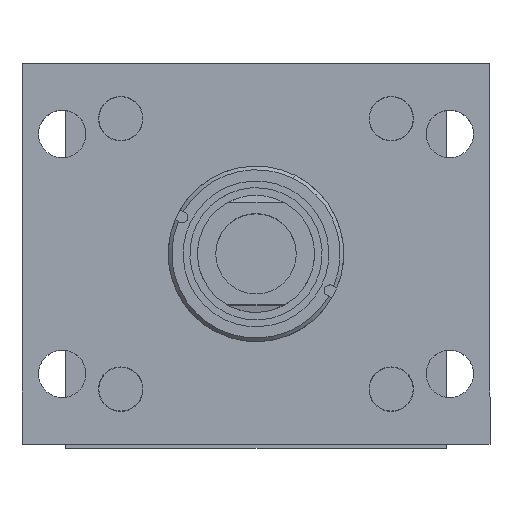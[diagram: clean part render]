
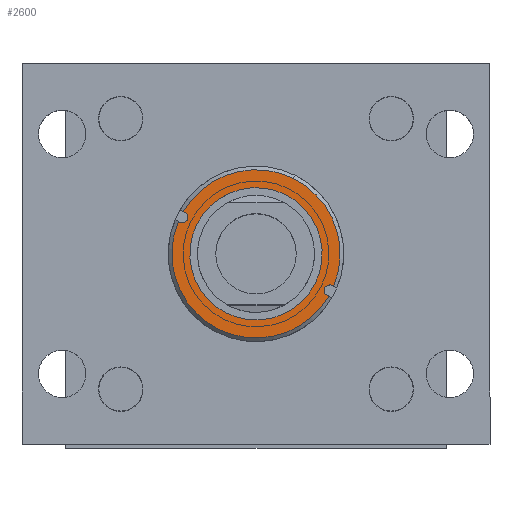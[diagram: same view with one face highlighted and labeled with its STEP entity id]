
A CAD part, top view. The second image highlights one B-rep face of the part: STEP entity #2600.
In plain terms, the highlighted planar face has unit normal (0, 0, 1).
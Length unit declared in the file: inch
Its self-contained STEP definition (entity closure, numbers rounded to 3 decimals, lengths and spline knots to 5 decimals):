
#78 = LINE ( 'NONE', #1285, #1725 ) ;
#162 = ORIENTED_EDGE ( 'NONE', *, *, #1398, .F. ) ;
#200 = AXIS2_PLACEMENT_3D ( 'NONE', #9876, #4190, #1849 ) ;
#312 = CARTESIAN_POINT ( 'NONE',  ( 19.2471, 42.4197, -2.93519 ) ) ;
#497 = CIRCLE ( 'NONE', #200, 1.438 ) ;
#543 = DIRECTION ( 'NONE',  ( 0., 1., 0. ) ) ;
#553 = CARTESIAN_POINT ( 'NONE',  ( 20.37814, 42.4197, -2.93519 ) ) ;
#607 = DIRECTION ( 'NONE',  ( 0., 0., -1. ) ) ;
#750 = AXIS2_PLACEMENT_3D ( 'NONE', #8194, #4888, #3377 ) ;
#1031 = DIRECTION ( 'NONE',  ( 0., -1., 0. ) ) ;
#1285 = CARTESIAN_POINT ( 'NONE',  ( 19.1531, 43.55073, -2.93519 ) ) ;
#1289 = CIRCLE ( 'NONE', #2253, 1.438 ) ;
#1384 = DIRECTION ( 'NONE',  ( -1., 0., 0. ) ) ;
#1398 = EDGE_CURVE ( 'NONE', #3965, #10023, #6771, .T. ) ;
#1451 = ORIENTED_EDGE ( 'NONE', *, *, #4486, .F. ) ;
#1506 = AXIS2_PLACEMENT_3D ( 'NONE', #4613, #607, #8677 ) ;
#1628 = DIRECTION ( 'NONE',  ( 1., 0., 0. ) ) ;
#1714 = ORIENTED_EDGE ( 'NONE', *, *, #9357, .T. ) ;
#1725 = VECTOR ( 'NONE', #543, 39.37008 ) ;
#1832 = DIRECTION ( 'NONE',  ( 1., 0., 0. ) ) ;
#1836 = DIRECTION ( 'NONE',  ( -1., 0., 0. ) ) ;
#1849 = DIRECTION ( 'NONE',  ( -1., 0., 0. ) ) ;
#1975 = VECTOR ( 'NONE', #1031, 39.37008 ) ;
#2046 = AXIS2_PLACEMENT_3D ( 'NONE', #9839, #8096, #1628 ) ;
#2053 = EDGE_CURVE ( 'NONE', #10023, #4523, #8009, .T. ) ;
#2130 = DIRECTION ( 'NONE',  ( -1., 0., 0. ) ) ;
#2179 = CIRCLE ( 'NONE', #4871, 1.438 ) ;
#2192 = CARTESIAN_POINT ( 'NONE',  ( 19.2471, 42.4197, -2.93519 ) ) ;
#2196 = DIRECTION ( 'NONE',  ( 0., -1., 0. ) ) ;
#2253 = AXIS2_PLACEMENT_3D ( 'NONE', #312, #9975, #1836 ) ;
#2256 = LINE ( 'NONE', #6972, #6927 ) ;
#2469 = AXIS2_PLACEMENT_3D ( 'NONE', #2192, #7000, #2130 ) ;
#2600 = ADVANCED_FACE ( 'NONE', ( #9647, #6643 ), #4248, .T. ) ;
#2612 = CARTESIAN_POINT ( 'NONE',  ( 19.3411, 41.0137, -2.93519 ) ) ;
#2840 = VERTEX_POINT ( 'NONE', #4811 ) ;
#3049 = CIRCLE ( 'NONE', #1506, 1.13104 ) ;
#3103 = LINE ( 'NONE', #8700, #9429 ) ;
#3131 = ORIENTED_EDGE ( 'NONE', *, *, #4692, .T. ) ;
#3202 = EDGE_LOOP ( 'NONE', ( #3131, #7352 ) ) ;
#3377 = DIRECTION ( 'NONE',  ( 1., 0., 0. ) ) ;
#3394 = EDGE_LOOP ( 'NONE', ( #162, #1714, #1451, #5091, #3807, #6128, #4897, #4716, #7398 ) ) ;
#3664 = CARTESIAN_POINT ( 'NONE',  ( 19.1531, 43.8257, -2.93519 ) ) ;
#3728 = CARTESIAN_POINT ( 'NONE',  ( 17.8091, 42.4197, -2.93519 ) ) ;
#3807 = ORIENTED_EDGE ( 'NONE', *, *, #10102, .F. ) ;
#3848 = DIRECTION ( 'NONE',  ( 0., 1., 0. ) ) ;
#3965 = VERTEX_POINT ( 'NONE', #2612 ) ;
#4155 = AXIS2_PLACEMENT_3D ( 'NONE', #7447, #8275, #1832 ) ;
#4190 = DIRECTION ( 'NONE',  ( 0., 0., -1. ) ) ;
#4248 = PLANE ( 'NONE',  #750 ) ;
#4316 = VERTEX_POINT ( 'NONE', #3664 ) ;
#4462 = VERTEX_POINT ( 'NONE', #7270 ) ;
#4486 = EDGE_CURVE ( 'NONE', #4993, #9156, #1289, .T. ) ;
#4523 = VERTEX_POINT ( 'NONE', #5901 ) ;
#4613 = CARTESIAN_POINT ( 'NONE',  ( 19.2471, 42.4197, -2.93519 ) ) ;
#4692 = EDGE_CURVE ( 'NONE', #4462, #5468, #3049, .T. ) ;
#4716 = ORIENTED_EDGE ( 'NONE', *, *, #10433, .F. ) ;
#4811 = CARTESIAN_POINT ( 'NONE',  ( 19.3411, 43.8257, -2.93519 ) ) ;
#4871 = AXIS2_PLACEMENT_3D ( 'NONE', #10306, #10364, #1384 ) ;
#4888 = DIRECTION ( 'NONE',  ( 0., 0., 1. ) ) ;
#4897 = ORIENTED_EDGE ( 'NONE', *, *, #8192, .F. ) ;
#4993 = VERTEX_POINT ( 'NONE', #6446 ) ;
#5091 = ORIENTED_EDGE ( 'NONE', *, *, #5509, .F. ) ;
#5158 = CARTESIAN_POINT ( 'NONE',  ( 19.1531, 43.55073, -2.93519 ) ) ;
#5468 = VERTEX_POINT ( 'NONE', #553 ) ;
#5509 = EDGE_CURVE ( 'NONE', #2840, #4993, #3103, .T. ) ;
#5746 = CARTESIAN_POINT ( 'NONE',  ( 19.3411, 40.98477, -2.93519 ) ) ;
#5871 = EDGE_CURVE ( 'NONE', #5468, #4462, #8672, .T. ) ;
#5901 = CARTESIAN_POINT ( 'NONE',  ( 19.1531, 40.98477, -2.93519 ) ) ;
#5940 = EDGE_CURVE ( 'NONE', #4316, #8148, #78, .T. ) ;
#6128 = ORIENTED_EDGE ( 'NONE', *, *, #5940, .T. ) ;
#6446 = CARTESIAN_POINT ( 'NONE',  ( 19.3411, 43.85462, -2.93519 ) ) ;
#6643 = FACE_OUTER_BOUND ( 'NONE', #3394, .T. ) ;
#6771 = CIRCLE ( 'NONE', #4155, 0.094 ) ;
#6927 = VECTOR ( 'NONE', #2196, 39.37008 ) ;
#6972 = CARTESIAN_POINT ( 'NONE',  ( 19.3411, 43.55073, -2.93519 ) ) ;
#7000 = DIRECTION ( 'NONE',  ( 0., 0., -1. ) ) ;
#7270 = CARTESIAN_POINT ( 'NONE',  ( 18.11607, 42.4197, -2.93519 ) ) ;
#7286 = CARTESIAN_POINT ( 'NONE',  ( 19.1531, 43.85462, -2.93519 ) ) ;
#7312 = CARTESIAN_POINT ( 'NONE',  ( 19.1531, 41.0137, -2.93519 ) ) ;
#7352 = ORIENTED_EDGE ( 'NONE', *, *, #5871, .T. ) ;
#7383 = VERTEX_POINT ( 'NONE', #3728 ) ;
#7398 = ORIENTED_EDGE ( 'NONE', *, *, #2053, .F. ) ;
#7447 = CARTESIAN_POINT ( 'NONE',  ( 19.2471, 41.0137, -2.93519 ) ) ;
#8009 = LINE ( 'NONE', #5158, #1975 ) ;
#8096 = DIRECTION ( 'NONE',  ( 0., 0., 1. ) ) ;
#8148 = VERTEX_POINT ( 'NONE', #7286 ) ;
#8192 = EDGE_CURVE ( 'NONE', #7383, #8148, #497, .T. ) ;
#8194 = CARTESIAN_POINT ( 'NONE',  ( 19.2471, 43.55073, -2.93519 ) ) ;
#8275 = DIRECTION ( 'NONE',  ( 0., 0., 1. ) ) ;
#8672 = CIRCLE ( 'NONE', #2469, 1.13104 ) ;
#8677 = DIRECTION ( 'NONE',  ( -1., 0., 0. ) ) ;
#8700 = CARTESIAN_POINT ( 'NONE',  ( 19.3411, 43.55073, -2.93519 ) ) ;
#9156 = VERTEX_POINT ( 'NONE', #5746 ) ;
#9357 = EDGE_CURVE ( 'NONE', #3965, #9156, #2256, .T. ) ;
#9429 = VECTOR ( 'NONE', #3848, 39.37008 ) ;
#9647 = FACE_BOUND ( 'NONE', #3202, .T. ) ;
#9839 = CARTESIAN_POINT ( 'NONE',  ( 19.2471, 43.8257, -2.93519 ) ) ;
#9876 = CARTESIAN_POINT ( 'NONE',  ( 19.2471, 42.4197, -2.93519 ) ) ;
#9938 = CIRCLE ( 'NONE', #2046, 0.094 ) ;
#9975 = DIRECTION ( 'NONE',  ( 0., 0., -1. ) ) ;
#10023 = VERTEX_POINT ( 'NONE', #7312 ) ;
#10102 = EDGE_CURVE ( 'NONE', #4316, #2840, #9938, .T. ) ;
#10306 = CARTESIAN_POINT ( 'NONE',  ( 19.2471, 42.4197, -2.93519 ) ) ;
#10364 = DIRECTION ( 'NONE',  ( 0., 0., -1. ) ) ;
#10433 = EDGE_CURVE ( 'NONE', #4523, #7383, #2179, .T. ) ;
